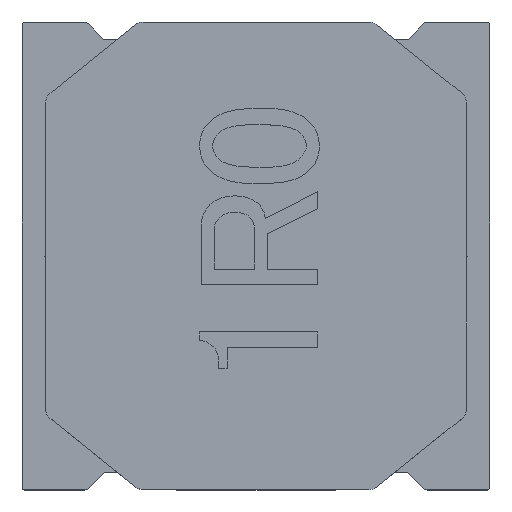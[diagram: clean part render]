
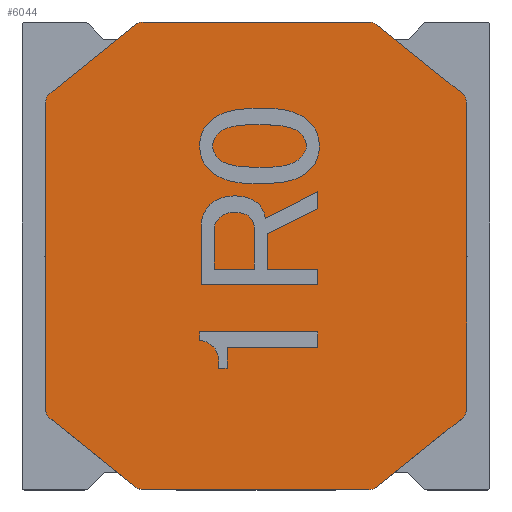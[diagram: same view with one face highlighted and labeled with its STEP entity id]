
A CAD part, top view. The second image highlights one B-rep face of the part: STEP entity #6044.
In plain terms, the highlighted free-form (B-spline) face has degree [1, 1] with [2, 2] control points.
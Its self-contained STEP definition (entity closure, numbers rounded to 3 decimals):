
#5917=CARTESIAN_POINT('',(-2.,-2.2,0.));
#5918=CARTESIAN_POINT('',(-2.,2.2,0.));
#5919=CARTESIAN_POINT('',(2.4,-2.2,0.));
#5920=CARTESIAN_POINT('',(2.4,2.2,0.));
#5921=B_SPLINE_SURFACE_WITH_KNOTS('',1,1,((#5917,#5918),(#5919,#5920)),.PLANE_SURF.,.F.,.F.,.U.,(2,2),(2,2),(0.,1.),(0.,1.),.UNSPECIFIED.);
#5922=CARTESIAN_POINT('',(1.027,1.978,0.));
#5923=VERTEX_POINT('',#5922);
#5924=CARTESIAN_POINT('',(0.965,2.,0.));
#5925=VERTEX_POINT('',#5924);
#5926=CARTESIAN_POINT('',(1.027,1.978,0.));
#5927=CARTESIAN_POINT('',(1.,2.,0.));
#5928=CARTESIAN_POINT('',(0.965,2.,0.));
#5929=(BOUNDED_CURVE()B_SPLINE_CURVE(2,(#5926,#5927,#5928),.CIRCULAR_ARC.,.F.,.U.)B_SPLINE_CURVE_WITH_KNOTS((3,3),(0.,1.),.UNSPECIFIED.)CURVE()GEOMETRIC_REPRESENTATION_ITEM()RATIONAL_B_SPLINE_CURVE((1.,0.944,1.))REPRESENTATION_ITEM(''));
#5930=EDGE_CURVE('',#5923,#5925,#5929,.T.);
#5931=ORIENTED_EDGE('',*,*,#5930,.T.);
#5932=CARTESIAN_POINT('',(-0.965,2.,0.));
#5933=VERTEX_POINT('',#5932);
#5934=CARTESIAN_POINT('',(0.965,2.,0.));
#5935=CARTESIAN_POINT('',(-0.965,2.,0.));
#5936=B_SPLINE_CURVE_WITH_KNOTS('',1,(#5934,#5935),.POLYLINE_FORM.,.F.,.U.,(2,2),(0.,1.),.UNSPECIFIED.);
#5937=EDGE_CURVE('',#5925,#5933,#5936,.T.);
#5938=ORIENTED_EDGE('',*,*,#5937,.T.);
#5939=CARTESIAN_POINT('',(-1.027,1.978,0.));
#5940=VERTEX_POINT('',#5939);
#5941=CARTESIAN_POINT('',(-0.965,2.,0.));
#5942=CARTESIAN_POINT('',(-1.,2.,0.));
#5943=CARTESIAN_POINT('',(-1.027,1.978,0.));
#5944=(BOUNDED_CURVE()B_SPLINE_CURVE(2,(#5941,#5942,#5943),.CIRCULAR_ARC.,.F.,.U.)B_SPLINE_CURVE_WITH_KNOTS((3,3),(0.,1.),.UNSPECIFIED.)CURVE()GEOMETRIC_REPRESENTATION_ITEM()RATIONAL_B_SPLINE_CURVE((1.,0.944,1.))REPRESENTATION_ITEM(''));
#5945=EDGE_CURVE('',#5933,#5940,#5944,.T.);
#5946=ORIENTED_EDGE('',*,*,#5945,.T.);
#5947=CARTESIAN_POINT('',(-1.762,1.39,0.));
#5948=VERTEX_POINT('',#5947);
#5949=CARTESIAN_POINT('',(-1.027,1.978,0.));
#5950=CARTESIAN_POINT('',(-1.762,1.39,0.));
#5951=B_SPLINE_CURVE_WITH_KNOTS('',1,(#5949,#5950),.POLYLINE_FORM.,.F.,.U.,(2,2),(0.,1.),.UNSPECIFIED.);
#5952=EDGE_CURVE('',#5940,#5948,#5951,.T.);
#5953=ORIENTED_EDGE('',*,*,#5952,.T.);
#5954=CARTESIAN_POINT('',(-1.8,1.312,0.));
#5955=VERTEX_POINT('',#5954);
#5956=CARTESIAN_POINT('',(-1.762,1.39,0.));
#5957=CARTESIAN_POINT('',(-1.8,1.36,0.));
#5958=CARTESIAN_POINT('',(-1.8,1.312,0.));
#5959=(BOUNDED_CURVE()B_SPLINE_CURVE(2,(#5956,#5957,#5958),.CIRCULAR_ARC.,.F.,.U.)B_SPLINE_CURVE_WITH_KNOTS((3,3),(0.,1.),.UNSPECIFIED.)CURVE()GEOMETRIC_REPRESENTATION_ITEM()RATIONAL_B_SPLINE_CURVE((1.,0.901,1.))REPRESENTATION_ITEM(''));
#5960=EDGE_CURVE('',#5948,#5955,#5959,.T.);
#5961=ORIENTED_EDGE('',*,*,#5960,.T.);
#5962=CARTESIAN_POINT('',(-1.8,-1.312,0.));
#5963=VERTEX_POINT('',#5962);
#5964=CARTESIAN_POINT('',(-1.8,1.312,0.));
#5965=CARTESIAN_POINT('',(-1.8,-1.312,0.));
#5966=B_SPLINE_CURVE_WITH_KNOTS('',1,(#5964,#5965),.POLYLINE_FORM.,.F.,.U.,(2,2),(0.,1.),.UNSPECIFIED.);
#5967=EDGE_CURVE('',#5955,#5963,#5966,.T.);
#5968=ORIENTED_EDGE('',*,*,#5967,.T.);
#5969=CARTESIAN_POINT('',(-1.762,-1.39,0.));
#5970=VERTEX_POINT('',#5969);
#5971=CARTESIAN_POINT('',(-1.8,-1.312,0.));
#5972=CARTESIAN_POINT('',(-1.8,-1.36,0.));
#5973=CARTESIAN_POINT('',(-1.762,-1.39,0.));
#5974=(BOUNDED_CURVE()B_SPLINE_CURVE(2,(#5971,#5972,#5973),.CIRCULAR_ARC.,.F.,.U.)B_SPLINE_CURVE_WITH_KNOTS((3,3),(0.,1.),.UNSPECIFIED.)CURVE()GEOMETRIC_REPRESENTATION_ITEM()RATIONAL_B_SPLINE_CURVE((1.,0.901,1.))REPRESENTATION_ITEM(''));
#5975=EDGE_CURVE('',#5963,#5970,#5974,.T.);
#5976=ORIENTED_EDGE('',*,*,#5975,.T.);
#5977=CARTESIAN_POINT('',(-1.027,-1.978,0.));
#5978=VERTEX_POINT('',#5977);
#5979=CARTESIAN_POINT('',(-1.762,-1.39,0.));
#5980=CARTESIAN_POINT('',(-1.027,-1.978,0.));
#5981=B_SPLINE_CURVE_WITH_KNOTS('',1,(#5979,#5980),.POLYLINE_FORM.,.F.,.U.,(2,2),(0.,1.),.UNSPECIFIED.);
#5982=EDGE_CURVE('',#5970,#5978,#5981,.T.);
#5983=ORIENTED_EDGE('',*,*,#5982,.T.);
#5984=CARTESIAN_POINT('',(-0.965,-2.,0.));
#5985=VERTEX_POINT('',#5984);
#5986=CARTESIAN_POINT('',(-1.027,-1.978,0.));
#5987=CARTESIAN_POINT('',(-1.,-2.,0.));
#5988=CARTESIAN_POINT('',(-0.965,-2.,0.));
#5989=(BOUNDED_CURVE()B_SPLINE_CURVE(2,(#5986,#5987,#5988),.CIRCULAR_ARC.,.F.,.U.)B_SPLINE_CURVE_WITH_KNOTS((3,3),(0.,1.),.UNSPECIFIED.)CURVE()GEOMETRIC_REPRESENTATION_ITEM()RATIONAL_B_SPLINE_CURVE((1.,0.944,1.))REPRESENTATION_ITEM(''));
#5990=EDGE_CURVE('',#5978,#5985,#5989,.T.);
#5991=ORIENTED_EDGE('',*,*,#5990,.T.);
#5992=CARTESIAN_POINT('',(0.965,-2.,0.));
#5993=VERTEX_POINT('',#5992);
#5994=CARTESIAN_POINT('',(-0.965,-2.,0.));
#5995=CARTESIAN_POINT('',(0.965,-2.,0.));
#5996=B_SPLINE_CURVE_WITH_KNOTS('',1,(#5994,#5995),.POLYLINE_FORM.,.F.,.U.,(2,2),(0.,1.),.UNSPECIFIED.);
#5997=EDGE_CURVE('',#5985,#5993,#5996,.T.);
#5998=ORIENTED_EDGE('',*,*,#5997,.T.);
#5999=CARTESIAN_POINT('',(1.027,-1.978,0.));
#6000=VERTEX_POINT('',#5999);
#6001=CARTESIAN_POINT('',(0.965,-2.,0.));
#6002=CARTESIAN_POINT('',(1.,-2.,0.));
#6003=CARTESIAN_POINT('',(1.027,-1.978,0.));
#6004=(BOUNDED_CURVE()B_SPLINE_CURVE(2,(#6001,#6002,#6003),.CIRCULAR_ARC.,.F.,.U.)B_SPLINE_CURVE_WITH_KNOTS((3,3),(0.,1.),.UNSPECIFIED.)CURVE()GEOMETRIC_REPRESENTATION_ITEM()RATIONAL_B_SPLINE_CURVE((1.,0.944,1.))REPRESENTATION_ITEM(''));
#6005=EDGE_CURVE('',#5993,#6000,#6004,.T.);
#6006=ORIENTED_EDGE('',*,*,#6005,.T.);
#6007=CARTESIAN_POINT('',(1.762,-1.39,0.));
#6008=VERTEX_POINT('',#6007);
#6009=CARTESIAN_POINT('',(1.027,-1.978,0.));
#6010=CARTESIAN_POINT('',(1.762,-1.39,0.));
#6011=B_SPLINE_CURVE_WITH_KNOTS('',1,(#6009,#6010),.POLYLINE_FORM.,.F.,.U.,(2,2),(0.,1.),.UNSPECIFIED.);
#6012=EDGE_CURVE('',#6000,#6008,#6011,.T.);
#6013=ORIENTED_EDGE('',*,*,#6012,.T.);
#6014=CARTESIAN_POINT('',(1.8,-1.312,0.));
#6015=VERTEX_POINT('',#6014);
#6016=CARTESIAN_POINT('',(1.762,-1.39,0.));
#6017=CARTESIAN_POINT('',(1.8,-1.36,0.));
#6018=CARTESIAN_POINT('',(1.8,-1.312,0.));
#6019=(BOUNDED_CURVE()B_SPLINE_CURVE(2,(#6016,#6017,#6018),.CIRCULAR_ARC.,.F.,.U.)B_SPLINE_CURVE_WITH_KNOTS((3,3),(0.,1.),.UNSPECIFIED.)CURVE()GEOMETRIC_REPRESENTATION_ITEM()RATIONAL_B_SPLINE_CURVE((1.,0.901,1.))REPRESENTATION_ITEM(''));
#6020=EDGE_CURVE('',#6008,#6015,#6019,.T.);
#6021=ORIENTED_EDGE('',*,*,#6020,.T.);
#6022=CARTESIAN_POINT('',(1.8,1.312,0.));
#6023=VERTEX_POINT('',#6022);
#6024=CARTESIAN_POINT('',(1.8,-1.312,0.));
#6025=CARTESIAN_POINT('',(1.8,1.312,0.));
#6026=B_SPLINE_CURVE_WITH_KNOTS('',1,(#6024,#6025),.POLYLINE_FORM.,.F.,.U.,(2,2),(0.,1.),.UNSPECIFIED.);
#6027=EDGE_CURVE('',#6015,#6023,#6026,.T.);
#6028=ORIENTED_EDGE('',*,*,#6027,.T.);
#6029=CARTESIAN_POINT('',(1.762,1.39,0.));
#6030=VERTEX_POINT('',#6029);
#6031=CARTESIAN_POINT('',(1.8,1.312,0.));
#6032=CARTESIAN_POINT('',(1.8,1.36,0.));
#6033=CARTESIAN_POINT('',(1.762,1.39,0.));
#6034=(BOUNDED_CURVE()B_SPLINE_CURVE(2,(#6031,#6032,#6033),.CIRCULAR_ARC.,.F.,.U.)B_SPLINE_CURVE_WITH_KNOTS((3,3),(0.,1.),.UNSPECIFIED.)CURVE()GEOMETRIC_REPRESENTATION_ITEM()RATIONAL_B_SPLINE_CURVE((1.,0.901,1.))REPRESENTATION_ITEM(''));
#6035=EDGE_CURVE('',#6023,#6030,#6034,.T.);
#6036=ORIENTED_EDGE('',*,*,#6035,.T.);
#6037=CARTESIAN_POINT('',(1.762,1.39,0.));
#6038=CARTESIAN_POINT('',(1.027,1.978,0.));
#6039=B_SPLINE_CURVE_WITH_KNOTS('',1,(#6037,#6038),.POLYLINE_FORM.,.F.,.U.,(2,2),(0.,1.),.UNSPECIFIED.);
#6040=EDGE_CURVE('',#6030,#5923,#6039,.T.);
#6041=ORIENTED_EDGE('',*,*,#6040,.T.);
#6042=EDGE_LOOP('',(#5931,#5938,#5946,#5953,#5961,#5968,#5976,#5983,#5991,#5998,#6006,#6013,#6021,#6028,#6036,#6041));
#6043=FACE_OUTER_BOUND('',#6042,.T.);
#6044=ADVANCED_FACE('',(#6043),#5921,.T.);
